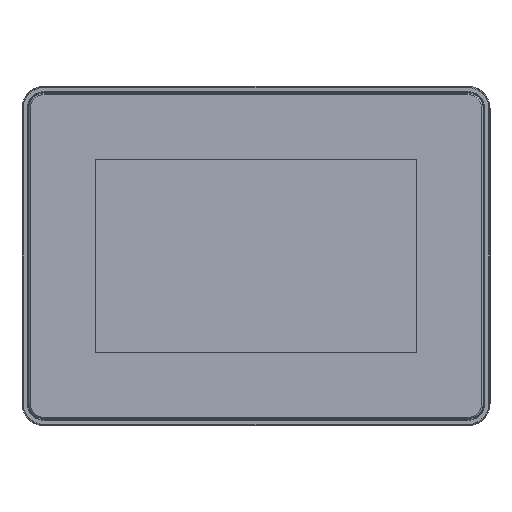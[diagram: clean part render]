
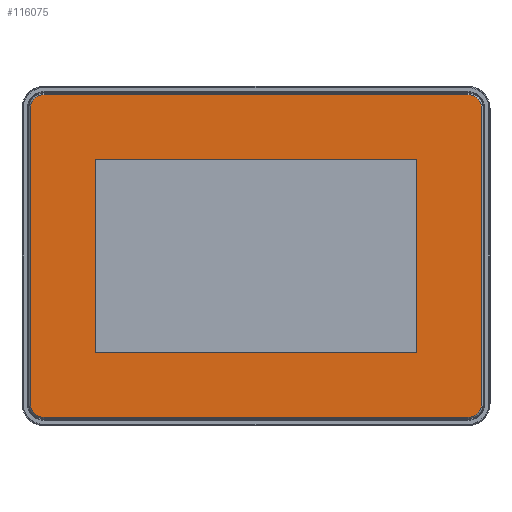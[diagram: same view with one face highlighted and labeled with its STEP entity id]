
A CAD part, front view. The second image highlights one B-rep face of the part: STEP entity #116075.
In plain terms, the highlighted planar face has unit normal (0, -1, 0).
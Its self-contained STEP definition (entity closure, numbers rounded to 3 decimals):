
#119 = DIRECTION ( 'NONE',  ( 1., 0., 0. ) ) ;
#2544 = EDGE_CURVE ( 'NONE', #44293, #134559, #139957, .T. ) ;
#6537 = LINE ( 'NONE', #158624, #115576 ) ;
#8079 = VERTEX_POINT ( 'NONE', #145646 ) ;
#10212 = CARTESIAN_POINT ( 'NONE',  ( 2141.732, -11.811, 1291.339 ) ) ;
#10381 = ORIENTED_EDGE ( 'NONE', *, *, #2544, .F. ) ;
#13165 = DIRECTION ( 'NONE',  ( 0., 0., 1. ) ) ;
#13898 = LINE ( 'NONE', #114789, #149160 ) ;
#14140 = DIRECTION ( 'NONE',  ( 0., -1., 0. ) ) ;
#17039 = VECTOR ( 'NONE', #42284, 39370.079 ) ;
#21364 = CARTESIAN_POINT ( 'NONE',  ( 0., -11.811, 0. ) ) ;
#21672 = VERTEX_POINT ( 'NONE', #149579 ) ;
#22904 = CIRCLE ( 'NONE', #117947, 185.039 ) ;
#23933 = CARTESIAN_POINT ( 'NONE',  ( 3011.811, -11.811, 0. ) ) ;
#24788 = VECTOR ( 'NONE', #139873, 39370.079 ) ;
#26589 = VECTOR ( 'NONE', #101948, 39370.079 ) ;
#28630 = CARTESIAN_POINT ( 'NONE',  ( 0., -11.811, -2153.543 ) ) ;
#30318 = ORIENTED_EDGE ( 'NONE', *, *, #72481, .T. ) ;
#30777 = CARTESIAN_POINT ( 'NONE',  ( 3011.811, -11.811, -1968.504 ) ) ;
#31014 = ORIENTED_EDGE ( 'NONE', *, *, #95256, .T. ) ;
#31384 = DIRECTION ( 'NONE',  ( 0., -1., 0. ) ) ;
#35804 = CARTESIAN_POINT ( 'NONE',  ( 2826.772, -11.811, -2153.543 ) ) ;
#38083 = CIRCLE ( 'NONE', #130488, 185.039 ) ;
#39410 = LINE ( 'NONE', #28630, #74681 ) ;
#40132 = DIRECTION ( 'NONE',  ( 1., 0., 0. ) ) ;
#40646 = CARTESIAN_POINT ( 'NONE',  ( -3011.811, -11.811, 0. ) ) ;
#40776 = AXIS2_PLACEMENT_3D ( 'NONE', #56540, #94613, #55730 ) ;
#41838 = EDGE_LOOP ( 'NONE', ( #128222, #146699, #91308, #10381 ) ) ;
#42284 = DIRECTION ( 'NONE',  ( 0., 0., -1. ) ) ;
#44293 = VERTEX_POINT ( 'NONE', #10212 ) ;
#45951 = EDGE_CURVE ( 'NONE', #144646, #134559, #13898, .T. ) ;
#48229 = EDGE_CURVE ( 'NONE', #75003, #44293, #104302, .T. ) ;
#50504 = VERTEX_POINT ( 'NONE', #78792 ) ;
#55730 = DIRECTION ( 'NONE',  ( 1., 0., 0. ) ) ;
#56540 = CARTESIAN_POINT ( 'NONE',  ( 2826.772, -11.811, 1968.504 ) ) ;
#56971 = DIRECTION ( 'NONE',  ( -1., 0., 0. ) ) ;
#62459 = VERTEX_POINT ( 'NONE', #35804 ) ;
#62589 = DIRECTION ( 'NONE',  ( 1., 0., 0. ) ) ;
#62841 = ORIENTED_EDGE ( 'NONE', *, *, #126023, .T. ) ;
#63338 = CIRCLE ( 'NONE', #155735, 185.039 ) ;
#64757 = EDGE_CURVE ( 'NONE', #157534, #62459, #39410, .T. ) ;
#71007 = DIRECTION ( 'NONE',  ( -1., 0., 0. ) ) ;
#72481 = EDGE_CURVE ( 'NONE', #62459, #115010, #38083, .T. ) ;
#73179 = VECTOR ( 'NONE', #13165, 39370.079 ) ;
#74681 = VECTOR ( 'NONE', #62589, 39370.079 ) ;
#75003 = VERTEX_POINT ( 'NONE', #75345 ) ;
#75345 = CARTESIAN_POINT ( 'NONE',  ( 2141.732, -11.811, -1291.339 ) ) ;
#78792 = CARTESIAN_POINT ( 'NONE',  ( 3011.811, -11.811, 1968.504 ) ) ;
#79483 = CARTESIAN_POINT ( 'NONE',  ( 2141.732, -11.811, -1291.339 ) ) ;
#80710 = VERTEX_POINT ( 'NONE', #139680 ) ;
#81426 = LINE ( 'NONE', #145049, #157577 ) ;
#85041 = PLANE ( 'NONE',  #103683 ) ;
#87528 = DIRECTION ( 'NONE',  ( 0., 0., 1. ) ) ;
#87770 = CARTESIAN_POINT ( 'NONE',  ( -2826.772, -11.811, -1968.504 ) ) ;
#87870 = EDGE_CURVE ( 'NONE', #103139, #8079, #63338, .T. ) ;
#88346 = CARTESIAN_POINT ( 'NONE',  ( -2141.732, -11.811, -1291.339 ) ) ;
#91308 = ORIENTED_EDGE ( 'NONE', *, *, #45951, .T. ) ;
#91382 = CARTESIAN_POINT ( 'NONE',  ( 2826.772, -11.811, -1968.504 ) ) ;
#92567 = DIRECTION ( 'NONE',  ( 0., -1., 0. ) ) ;
#94385 = ORIENTED_EDGE ( 'NONE', *, *, #156073, .T. ) ;
#94613 = DIRECTION ( 'NONE',  ( 0., -1., 0. ) ) ;
#95256 = EDGE_CURVE ( 'NONE', #50504, #80710, #143658, .T. ) ;
#98689 = EDGE_CURVE ( 'NONE', #21672, #157534, #22904, .T. ) ;
#101948 = DIRECTION ( 'NONE',  ( -1., 0., 0. ) ) ;
#103139 = VERTEX_POINT ( 'NONE', #113060 ) ;
#103683 = AXIS2_PLACEMENT_3D ( 'NONE', #21364, #31384, #71007 ) ;
#104302 = LINE ( 'NONE', #79483, #24788 ) ;
#104830 = ORIENTED_EDGE ( 'NONE', *, *, #98689, .T. ) ;
#109051 = FACE_BOUND ( 'NONE', #41838, .T. ) ;
#109867 = EDGE_CURVE ( 'NONE', #75003, #144646, #81426, .T. ) ;
#113060 = CARTESIAN_POINT ( 'NONE',  ( -2826.772, -11.811, 2153.543 ) ) ;
#114789 = CARTESIAN_POINT ( 'NONE',  ( -2141.732, -11.811, -1291.339 ) ) ;
#115010 = VERTEX_POINT ( 'NONE', #30777 ) ;
#115576 = VECTOR ( 'NONE', #56971, 39370.079 ) ;
#116075 = ADVANCED_FACE ( 'NONE', ( #161084, #109051 ), #85041, .T. ) ;
#116990 = DIRECTION ( 'NONE',  ( 0., -1., 0. ) ) ;
#117947 = AXIS2_PLACEMENT_3D ( 'NONE', #87770, #14140, #119 ) ;
#118010 = ORIENTED_EDGE ( 'NONE', *, *, #87870, .T. ) ;
#120648 = EDGE_CURVE ( 'NONE', #8079, #21672, #129882, .T. ) ;
#122112 = CARTESIAN_POINT ( 'NONE',  ( -2141.732, -11.811, 1291.339 ) ) ;
#124613 = EDGE_LOOP ( 'NONE', ( #30318, #62841, #31014, #94385, #118010, #132493, #104830, #148427 ) ) ;
#126023 = EDGE_CURVE ( 'NONE', #115010, #50504, #140454, .T. ) ;
#128222 = ORIENTED_EDGE ( 'NONE', *, *, #48229, .F. ) ;
#129882 = LINE ( 'NONE', #40646, #17039 ) ;
#130488 = AXIS2_PLACEMENT_3D ( 'NONE', #91382, #116990, #40132 ) ;
#130602 = CARTESIAN_POINT ( 'NONE',  ( -2826.772, -11.811, -2153.543 ) ) ;
#132493 = ORIENTED_EDGE ( 'NONE', *, *, #120648, .T. ) ;
#134559 = VERTEX_POINT ( 'NONE', #122112 ) ;
#139680 = CARTESIAN_POINT ( 'NONE',  ( 2826.772, -11.811, 2153.543 ) ) ;
#139873 = DIRECTION ( 'NONE',  ( 0., 0., 1. ) ) ;
#139957 = LINE ( 'NONE', #153180, #26589 ) ;
#140454 = LINE ( 'NONE', #23933, #73179 ) ;
#142959 = DIRECTION ( 'NONE',  ( 1., 0., 0. ) ) ;
#143658 = CIRCLE ( 'NONE', #40776, 185.039 ) ;
#144646 = VERTEX_POINT ( 'NONE', #88346 ) ;
#145049 = CARTESIAN_POINT ( 'NONE',  ( 2141.732, -11.811, -1291.339 ) ) ;
#145646 = CARTESIAN_POINT ( 'NONE',  ( -3011.811, -11.811, 1968.504 ) ) ;
#146699 = ORIENTED_EDGE ( 'NONE', *, *, #109867, .T. ) ;
#148427 = ORIENTED_EDGE ( 'NONE', *, *, #64757, .T. ) ;
#149160 = VECTOR ( 'NONE', #87528, 39370.079 ) ;
#149579 = CARTESIAN_POINT ( 'NONE',  ( -3011.811, -11.811, -1968.504 ) ) ;
#153180 = CARTESIAN_POINT ( 'NONE',  ( 2141.732, -11.811, 1291.339 ) ) ;
#155735 = AXIS2_PLACEMENT_3D ( 'NONE', #157827, #92567, #142959 ) ;
#155836 = DIRECTION ( 'NONE',  ( -1., 0., 0. ) ) ;
#156073 = EDGE_CURVE ( 'NONE', #80710, #103139, #6537, .T. ) ;
#157534 = VERTEX_POINT ( 'NONE', #130602 ) ;
#157577 = VECTOR ( 'NONE', #155836, 39370.079 ) ;
#157827 = CARTESIAN_POINT ( 'NONE',  ( -2826.772, -11.811, 1968.504 ) ) ;
#158624 = CARTESIAN_POINT ( 'NONE',  ( 0., -11.811, 2153.543 ) ) ;
#161084 = FACE_OUTER_BOUND ( 'NONE', #124613, .T. ) ;
